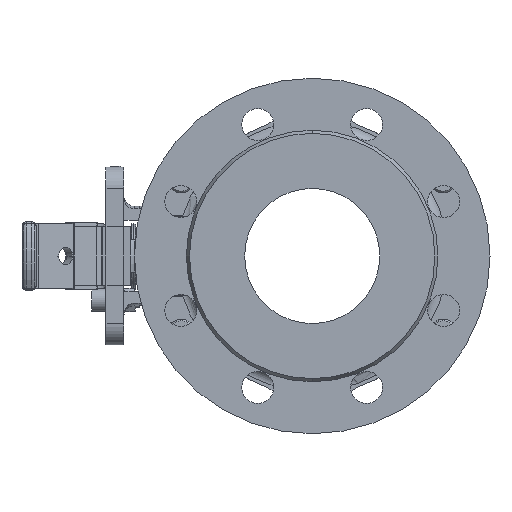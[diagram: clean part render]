
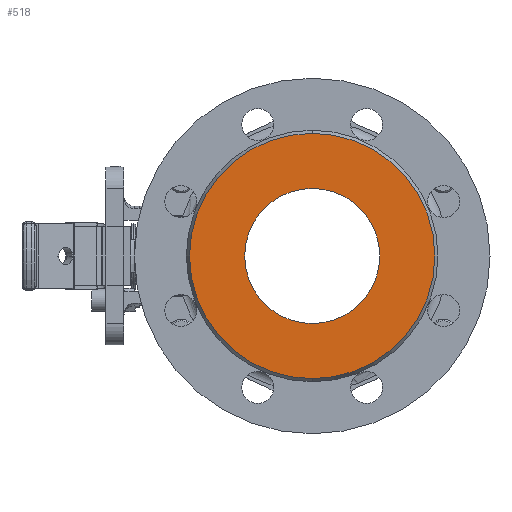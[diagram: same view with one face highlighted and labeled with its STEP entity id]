
A CAD part, left-side view. The second image highlights one B-rep face of the part: STEP entity #518.
In plain terms, the highlighted planar face has unit normal (-1, 0, 0).
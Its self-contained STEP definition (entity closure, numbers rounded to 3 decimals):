
#518 = ADVANCED_FACE ( 'NONE', ( #18774, #18792 ), #15767, .T. ) ;
#5057 = EDGE_CURVE ( 'NONE', #13978, #13980, #19924, .T. ) ;
#7722 = EDGE_CURVE ( 'NONE', #14131, #14134, #33198, .T. ) ;
#8176 = EDGE_LOOP ( 'NONE', ( #9122, #9123 ) ) ;
#8177 = EDGE_LOOP ( 'NONE', ( #9120, #9121 ) ) ;
#9120 = ORIENTED_EDGE ( 'NONE', *, *, #34551, .F. ) ;
#9121 = ORIENTED_EDGE ( 'NONE', *, *, #5057, .F. ) ;
#9122 = ORIENTED_EDGE ( 'NONE', *, *, #34552, .T. ) ;
#9123 = ORIENTED_EDGE ( 'NONE', *, *, #7722, .T. ) ;
#13978 = VERTEX_POINT ( 'NONE', #17602 ) ;
#13980 = VERTEX_POINT ( 'NONE', #17604 ) ;
#14131 = VERTEX_POINT ( 'NONE', #17755 ) ;
#14134 = VERTEX_POINT ( 'NONE', #17758 ) ;
#15764 = CARTESIAN_POINT ( 'NONE',  ( -74.4, -69., 0. ) ) ;
#15767 = PLANE ( 'NONE',  #16206 ) ;
#15769 = DIRECTION ( 'NONE',  ( -1., 0., 0. ) ) ;
#15770 = DIRECTION ( 'NONE',  ( 0., 0., 1. ) ) ;
#16206 = AXIS2_PLACEMENT_3D ( 'NONE', #15764, #15769, #15770 ) ;
#16622 = AXIS2_PLACEMENT_3D ( 'NONE', #28217, #28218, #28220 ) ;
#16675 = AXIS2_PLACEMENT_3D ( 'NONE', #32778, #32779, #32780 ) ;
#17602 = CARTESIAN_POINT ( 'NONE',  ( -74.4, 0., -38. ) ) ;
#17604 = CARTESIAN_POINT ( 'NONE',  ( -74.4, 0., 38. ) ) ;
#17755 = CARTESIAN_POINT ( 'NONE',  ( -74.4, 0., 69. ) ) ;
#17758 = CARTESIAN_POINT ( 'NONE',  ( -74.4, 0., -69. ) ) ;
#18774 = FACE_BOUND ( 'NONE', #8177, .T. ) ;
#18792 = FACE_OUTER_BOUND ( 'NONE', #8176, .T. ) ;
#19924 = CIRCLE ( 'NONE', #16622, 38. ) ;
#26205 = CARTESIAN_POINT ( 'NONE',  ( -74.4, 0., 0. ) ) ;
#26206 = DIRECTION ( 'NONE',  ( -1., 0., 0. ) ) ;
#26207 = DIRECTION ( 'NONE',  ( 0., 0., 1. ) ) ;
#26208 = CARTESIAN_POINT ( 'NONE',  ( -74.4, 0., 0. ) ) ;
#26209 = DIRECTION ( 'NONE',  ( -1., 0., 0. ) ) ;
#26210 = DIRECTION ( 'NONE',  ( 0., 0., 1. ) ) ;
#28217 = CARTESIAN_POINT ( 'NONE',  ( -74.4, 0., 0. ) ) ;
#28218 = DIRECTION ( 'NONE',  ( -1., 0., 0. ) ) ;
#28220 = DIRECTION ( 'NONE',  ( 0., 0., 1. ) ) ;
#32778 = CARTESIAN_POINT ( 'NONE',  ( -74.4, 0., 0. ) ) ;
#32779 = DIRECTION ( 'NONE',  ( -1., 0., 0. ) ) ;
#32780 = DIRECTION ( 'NONE',  ( 0., 0., 1. ) ) ;
#33198 = CIRCLE ( 'NONE', #16675, 69. ) ;
#34551 = EDGE_CURVE ( 'NONE', #13980, #13978, #40012, .T. ) ;
#34552 = EDGE_CURVE ( 'NONE', #14134, #14131, #40014, .T. ) ;
#37308 = AXIS2_PLACEMENT_3D ( 'NONE', #26205, #26206, #26207 ) ;
#37309 = AXIS2_PLACEMENT_3D ( 'NONE', #26208, #26209, #26210 ) ;
#40012 = CIRCLE ( 'NONE', #37308, 38. ) ;
#40014 = CIRCLE ( 'NONE', #37309, 69. ) ;
